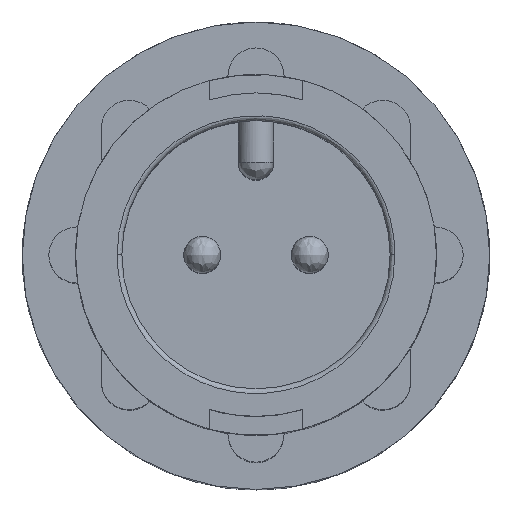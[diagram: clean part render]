
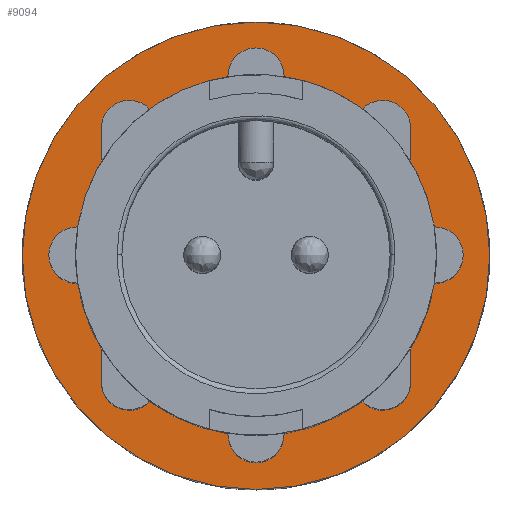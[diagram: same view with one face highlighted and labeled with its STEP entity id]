
A CAD part, top view. The second image highlights one B-rep face of the part: STEP entity #9094.
In plain terms, the highlighted planar face has unit normal (0, 0, 1).
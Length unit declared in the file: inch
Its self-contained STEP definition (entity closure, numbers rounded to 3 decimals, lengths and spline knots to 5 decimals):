
#96 = EDGE_CURVE ( 'NONE', #6017, #6015, #9097, .T. ) ;
#101 = EDGE_CURVE ( 'NONE', #5782, #5790, #9118, .T. ) ;
#362 = EDGE_CURVE ( 'NONE', #5790, #5782, #9164, .T. ) ;
#385 = EDGE_CURVE ( 'NONE', #6015, #6017, #9155, .T. ) ;
#616 = AXIS2_PLACEMENT_3D ( 'NONE', #2841, #2842, #2843 ) ;
#619 = FACE_OUTER_BOUND ( 'NONE', #5635, .T. ) ;
#622 = FACE_BOUND ( 'NONE', #5827, .T. ) ;
#2703 = CARTESIAN_POINT ( 'NONE',  ( 0., -0.25, 0.278 ) ) ;
#2707 = CARTESIAN_POINT ( 'NONE',  ( 0., 0.25, 0.278 ) ) ;
#2781 = CARTESIAN_POINT ( 'NONE',  ( -0.1705, 0., 0.278 ) ) ;
#2782 = CARTESIAN_POINT ( 'NONE',  ( 0.1705, 0., 0.278 ) ) ;
#2840 = PLANE ( 'NONE',  #616 ) ;
#2841 = CARTESIAN_POINT ( 'NONE',  ( 0., -0.1725, 0.278 ) ) ;
#2842 = DIRECTION ( 'NONE',  ( 0., 0., 1. ) ) ;
#2843 = DIRECTION ( 'NONE',  ( 0., -1., 0. ) ) ;
#4432 = CARTESIAN_POINT ( 'NONE',  ( 0., 0., 0.278 ) ) ;
#4436 = DIRECTION ( 'NONE',  ( 0., 0., -1. ) ) ;
#4437 = DIRECTION ( 'NONE',  ( 0., -1., 0. ) ) ;
#4554 = CARTESIAN_POINT ( 'NONE',  ( 0., 0., 0.278 ) ) ;
#4555 = DIRECTION ( 'NONE',  ( 0., 0., -1. ) ) ;
#4556 = DIRECTION ( 'NONE',  ( -1., 0., 0. ) ) ;
#5635 = EDGE_LOOP ( 'NONE', ( #10694, #10696 ) ) ;
#5782 = VERTEX_POINT ( 'NONE', #2703 ) ;
#5790 = VERTEX_POINT ( 'NONE', #2707 ) ;
#5827 = EDGE_LOOP ( 'NONE', ( #10692, #10693 ) ) ;
#6015 = VERTEX_POINT ( 'NONE', #2781 ) ;
#6017 = VERTEX_POINT ( 'NONE', #2782 ) ;
#6147 = CARTESIAN_POINT ( 'NONE',  ( 0., 0., 0.278 ) ) ;
#6192 = DIRECTION ( 'NONE',  ( -1., 0., 0. ) ) ;
#6208 = DIRECTION ( 'NONE',  ( 0., -1., 0. ) ) ;
#6209 = CARTESIAN_POINT ( 'NONE',  ( 0., 0., 0.278 ) ) ;
#6212 = DIRECTION ( 'NONE',  ( 0., 0., -1. ) ) ;
#6276 = DIRECTION ( 'NONE',  ( 0., 0., -1. ) ) ;
#9094 = ADVANCED_FACE ( 'NONE', ( #622, #619 ), #2840, .T. ) ;
#9097 = CIRCLE ( 'NONE', #10982, 0.1705 ) ;
#9118 = CIRCLE ( 'NONE', #10929, 0.25 ) ;
#9155 = CIRCLE ( 'NONE', #11114, 0.1705 ) ;
#9164 = CIRCLE ( 'NONE', #11120, 0.25 ) ;
#10692 = ORIENTED_EDGE ( 'NONE', *, *, #385, .T. ) ;
#10693 = ORIENTED_EDGE ( 'NONE', *, *, #96, .T. ) ;
#10694 = ORIENTED_EDGE ( 'NONE', *, *, #101, .F. ) ;
#10696 = ORIENTED_EDGE ( 'NONE', *, *, #362, .F. ) ;
#10929 = AXIS2_PLACEMENT_3D ( 'NONE', #6209, #6212, #6208 ) ;
#10982 = AXIS2_PLACEMENT_3D ( 'NONE', #6147, #6276, #6192 ) ;
#11114 = AXIS2_PLACEMENT_3D ( 'NONE', #4554, #4555, #4556 ) ;
#11120 = AXIS2_PLACEMENT_3D ( 'NONE', #4432, #4436, #4437 ) ;
